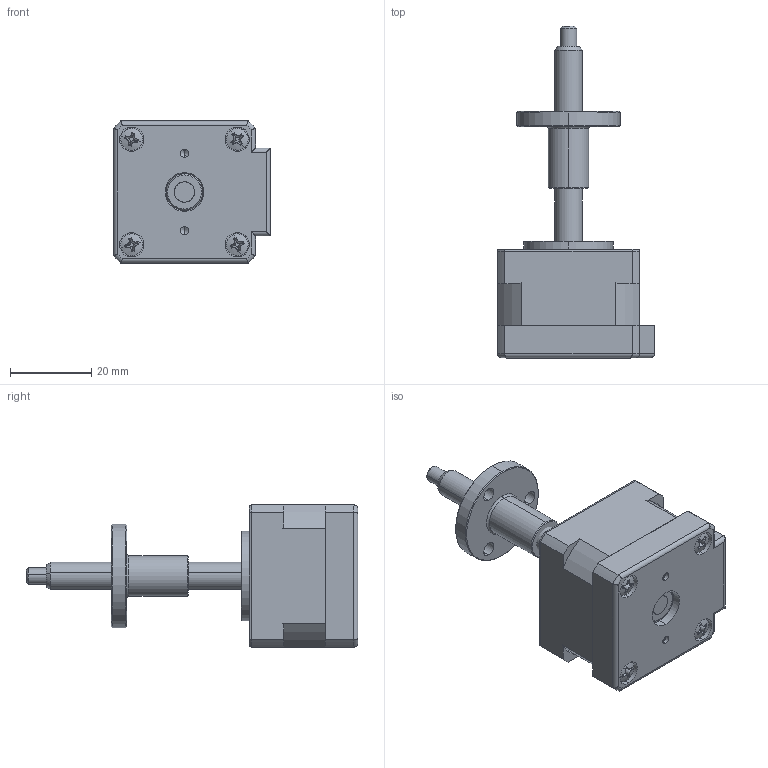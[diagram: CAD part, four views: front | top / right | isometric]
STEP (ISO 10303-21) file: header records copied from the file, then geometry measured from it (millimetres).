
FILE_DESCRIPTION (( 'STEP AP203' ), '1' );
FILE_NAME ('LE141S-T6503-50-AR1-S-100.STEP', '2018-08-10T07:21:50', ( '' ), ( '' ), 'SwSTEP 2.0', 'SolidWorks 2014', '' );
FILE_SCHEMA (( 'CONFIG_CONTROL_DESIGN' ));
Length unit declared in the file: millimetre
Products named in the file (1): LE141S-T6503-50-AR1-S-100
Bounding box: 38.7 x 81.75 x 35 mm (x, y, z)
Surface area: 10671.1 mm2 (no closed solid volume)
Topology: 0 solids, 13 shells, 293 faces, 822 edges, 548 vertices
Faces by surface type: plane 105, cylinder 96, cone 70, torus 14, sphere 8
Entity records: 9909 total; most frequent: CARTESIAN_POINT 2294, DIRECTION 1616, ORIENTED_EDGE 1468, EDGE_CURVE 818, AXIS2_PLACEMENT_3D 624, VERTEX_POINT 548, LINE 368, VECTOR 368
